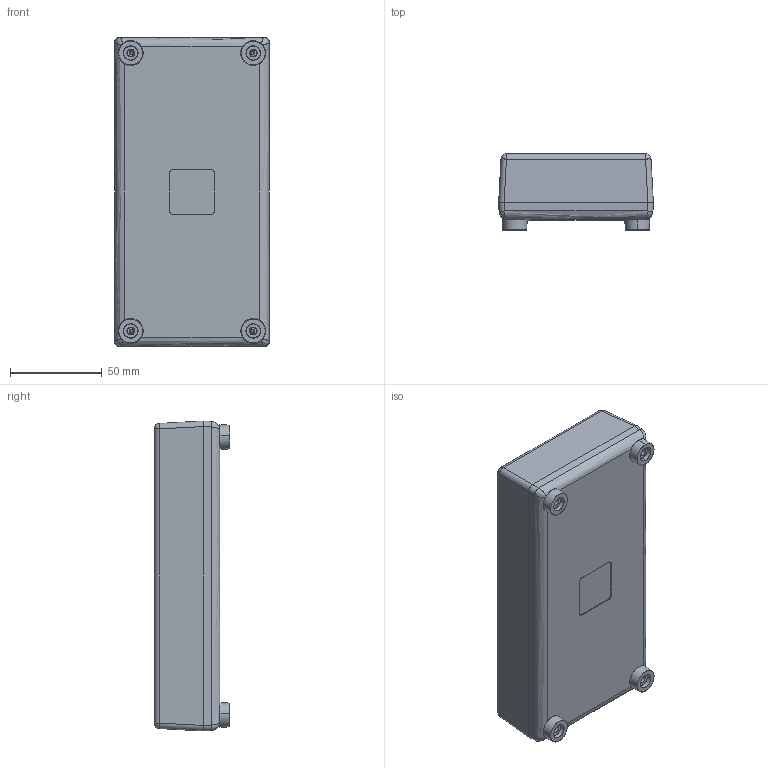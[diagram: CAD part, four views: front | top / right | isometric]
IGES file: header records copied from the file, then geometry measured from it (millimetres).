
Start section: SolidWorks IGES file using analytic representation for surfaces
Global section: file name: Z-38.IGS; native system: SolidWorks 2009; preprocessor: SolidWorks 2009; author: uki; date: 120808.195523; units: millimetre
Bounding box: 84.4 x 41.3 x 169 mm (x, y, z)
Surface area: 95450.8 mm2 (no closed solid volume)
Topology: 0 solids, 0 shells, 206 faces, 3554 edges, 3550 vertices
Faces by surface type: revolution 120, bspline 86
